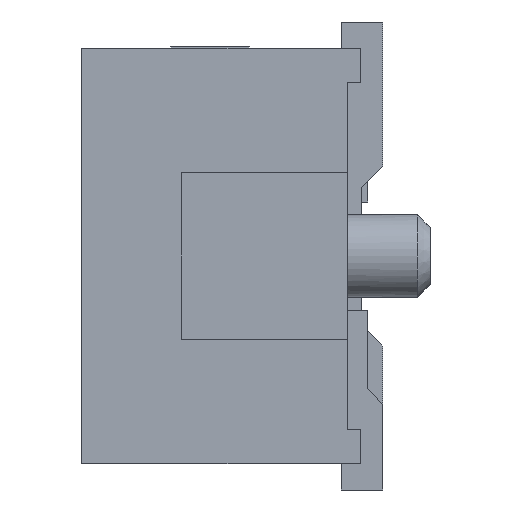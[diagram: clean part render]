
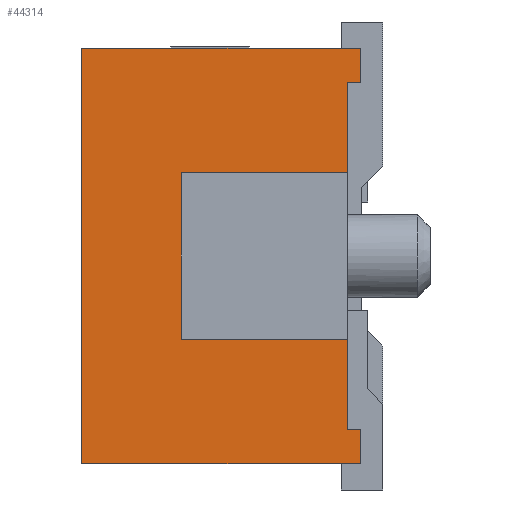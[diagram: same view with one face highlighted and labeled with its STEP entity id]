
A CAD part, left-side view. The second image highlights one B-rep face of the part: STEP entity #44314.
In plain terms, the highlighted planar face has unit normal (-1, 0, 0).
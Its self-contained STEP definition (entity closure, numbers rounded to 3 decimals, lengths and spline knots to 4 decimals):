
#887=DIRECTION('',(0.,0.,1.));
#888=VECTOR('',#887,1.385);
#889=CARTESIAN_POINT('',(-19.3,0.,-2.655));
#890=LINE('',#889,#888);
#891=DIRECTION('',(0.,1.,0.));
#892=VECTOR('',#891,0.2);
#893=CARTESIAN_POINT('',(-19.3,-0.2,-2.655));
#894=LINE('',#893,#892);
#895=DIRECTION('',(0.,0.,1.));
#896=VECTOR('',#895,0.52);
#897=CARTESIAN_POINT('',(-19.3,-0.2,-3.175));
#898=LINE('',#897,#896);
#899=DIRECTION('',(0.,-1.,0.));
#900=VECTOR('',#899,4.26);
#901=CARTESIAN_POINT('',(-19.3,4.06,-3.175));
#902=LINE('',#901,#900);
#903=DIRECTION('',(0.,0.,-1.));
#904=VECTOR('',#903,6.35);
#905=CARTESIAN_POINT('',(-19.3,4.06,3.175));
#906=LINE('',#905,#904);
#907=DIRECTION('',(0.,1.,0.));
#908=VECTOR('',#907,4.26);
#909=CARTESIAN_POINT('',(-19.3,-0.2,3.175));
#910=LINE('',#909,#908);
#911=DIRECTION('',(0.,0.,1.));
#912=VECTOR('',#911,0.52);
#913=CARTESIAN_POINT('',(-19.3,-0.2,2.655));
#914=LINE('',#913,#912);
#915=DIRECTION('',(0.,-1.,0.));
#916=VECTOR('',#915,0.2);
#917=CARTESIAN_POINT('',(-19.3,0.,2.655));
#918=LINE('',#917,#916);
#919=DIRECTION('',(0.,0.,1.));
#920=VECTOR('',#919,1.385);
#921=CARTESIAN_POINT('',(-19.3,0.,1.27));
#922=LINE('',#921,#920);
#31424=DIRECTION('',(0.,1.,0.));
#31425=VECTOR('',#31424,2.54);
#31426=CARTESIAN_POINT('',(-19.3,0.,1.27));
#31427=LINE('',#31426,#31425);
#31507=DIRECTION('',(0.,-1.,0.));
#31508=VECTOR('',#31507,2.54);
#31509=CARTESIAN_POINT('',(-19.3,2.54,-1.27));
#31510=LINE('',#31509,#31508);
#31519=DIRECTION('',(0.,0.,1.));
#31520=VECTOR('',#31519,2.54);
#31521=CARTESIAN_POINT('',(-19.3,2.54,-1.27));
#31522=LINE('',#31521,#31520);
#31543=CARTESIAN_POINT('',(-19.3,0.,2.655));
#31544=VERTEX_POINT('',#31543);
#31545=CARTESIAN_POINT('',(-19.3,0.,1.27));
#31546=VERTEX_POINT('',#31545);
#31559=CARTESIAN_POINT('',(-19.3,0.,-1.27));
#31560=VERTEX_POINT('',#31559);
#31561=CARTESIAN_POINT('',(-19.3,0.,-2.655));
#31562=VERTEX_POINT('',#31561);
#33995=CARTESIAN_POINT('',(-19.3,4.06,-3.175));
#33997=VERTEX_POINT('',#33995);
#34001=CARTESIAN_POINT('',(-19.3,4.06,3.175));
#34002=VERTEX_POINT('',#34001);
#35673=CARTESIAN_POINT('',(-19.3,-0.2,-3.175));
#35674=VERTEX_POINT('',#35673);
#35781=CARTESIAN_POINT('',(-19.3,-0.2,3.175));
#35782=VERTEX_POINT('',#35781);
#37213=CARTESIAN_POINT('',(-19.3,-0.2,2.655));
#37214=VERTEX_POINT('',#37213);
#37803=CARTESIAN_POINT('',(-19.3,-0.2,-2.655));
#37804=VERTEX_POINT('',#37803);
#41441=CARTESIAN_POINT('',(-19.3,2.54,1.27));
#41442=VERTEX_POINT('',#41441);
#41443=CARTESIAN_POINT('',(-19.3,2.54,-1.27));
#41444=VERTEX_POINT('',#41443);
#44288=CARTESIAN_POINT('',(-19.3,1.93,0.));
#44289=DIRECTION('',(1.,0.,0.));
#44290=DIRECTION('',(0.,0.,1.));
#44291=AXIS2_PLACEMENT_3D('',#44288,#44289,#44290);
#44292=PLANE('',#44291);
#44293=ORIENTED_EDGE('',*,*,#43754,.F.);
#44295=ORIENTED_EDGE('',*,*,#44294,.F.);
#44297=ORIENTED_EDGE('',*,*,#44296,.F.);
#44298=ORIENTED_EDGE('',*,*,#43679,.F.);
#44299=ORIENTED_EDGE('',*,*,#41753,.F.);
#44301=ORIENTED_EDGE('',*,*,#44300,.F.);
#44303=ORIENTED_EDGE('',*,*,#44302,.F.);
#44304=ORIENTED_EDGE('',*,*,#44279,.F.);
#44305=ORIENTED_EDGE('',*,*,#43770,.F.);
#44307=ORIENTED_EDGE('',*,*,#44306,.T.);
#44309=ORIENTED_EDGE('',*,*,#44308,.F.);
#44311=ORIENTED_EDGE('',*,*,#44310,.T.);
#44312=EDGE_LOOP('',(#44293,#44295,#44297,#44298,#44299,#44301,#44303,#44304,
#44305,#44307,#44309,#44311));
#44313=FACE_OUTER_BOUND('',#44312,.F.);
#44314=ADVANCED_FACE('',(#44313),#44292,.F.);
#41753=EDGE_CURVE('',#34002,#33997,#906,.T.);
#43679=EDGE_CURVE('',#33997,#35674,#902,.T.);
#43754=EDGE_CURVE('',#31562,#31560,#890,.T.);
#43770=EDGE_CURVE('',#31546,#31544,#922,.T.);
#44279=EDGE_CURVE('',#31544,#37214,#918,.T.);
#44294=EDGE_CURVE('',#37804,#31562,#894,.T.);
#44296=EDGE_CURVE('',#35674,#37804,#898,.T.);
#44300=EDGE_CURVE('',#35782,#34002,#910,.T.);
#44302=EDGE_CURVE('',#37214,#35782,#914,.T.);
#44306=EDGE_CURVE('',#31546,#41442,#31427,.T.);
#44308=EDGE_CURVE('',#41444,#41442,#31522,.T.);
#44310=EDGE_CURVE('',#41444,#31560,#31510,.T.);
